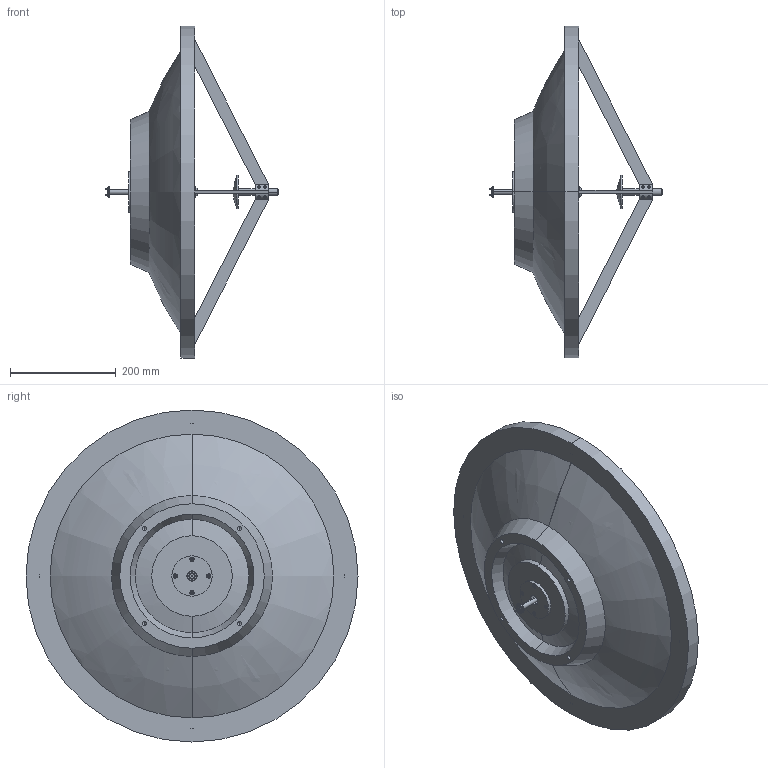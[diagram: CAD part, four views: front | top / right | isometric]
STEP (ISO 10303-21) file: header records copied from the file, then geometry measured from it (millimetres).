
FILE_DESCRIPTION (( 'STEP AP203' ), '1' );
FILE_NAME ('SAY-8731045005-094-S1.STEP', '2019-06-25T00:24:34', ( '' ), ( '' ), 'SwSTEP 2.0', 'SolidWorks 2016', '' );
FILE_SCHEMA (( 'CONFIG_CONTROL_DESIGN' ));
Length unit declared in the file: inch
Products named in the file (1): SAY-8731045005-094-S1
Bounding box: 327.56 x 628.65 x 628.65 mm (x, y, z)
Volume: 2719444.7 mm3; surface area: 883923.5 mm2
Topology: 35 solids, 35 shells, 2285 faces, 5417 edges, 3212 vertices
Faces by surface type: cylinder 869, cone 707, plane 681, bspline 20, torus 8
Entity records: 80483 total; most frequent: CARTESIAN_POINT 31430, ORIENTED_EDGE 10710, DIRECTION 9456, EDGE_CURVE 5355, AXIS2_PLACEMENT_3D 3663, VERTEX_POINT 3212, EDGE_LOOP 2417, FACE_OUTER_BOUND 2285
